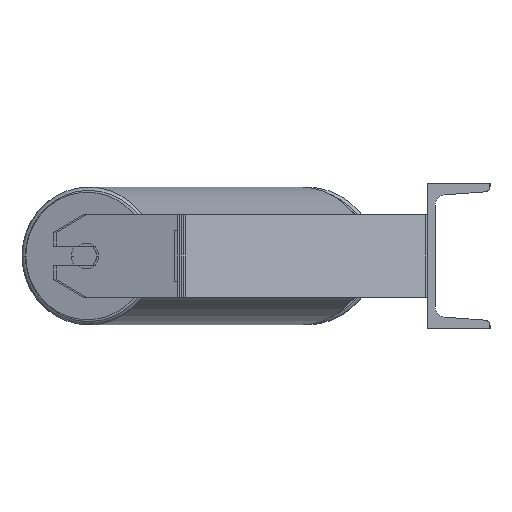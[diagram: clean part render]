
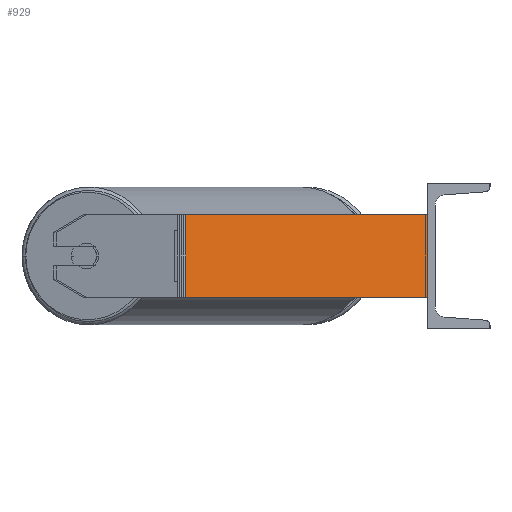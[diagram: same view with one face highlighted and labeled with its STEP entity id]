
A CAD part, left-side view. The second image highlights one B-rep face of the part: STEP entity #929.
In plain terms, the highlighted planar face has unit normal (-0.966, -0.259, 0).
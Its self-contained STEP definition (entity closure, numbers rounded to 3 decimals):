
#43 = DIRECTION ( 'NONE',  ( 0.259, -0.966, 0. ) ) ;
#119 = DIRECTION ( 'NONE',  ( 0., 0., -1. ) ) ;
#147 = VECTOR ( 'NONE', #43, 1000. ) ;
#297 = EDGE_CURVE ( 'NONE', #3773, #6704, #8940, .T. ) ;
#724 = ORIENTED_EDGE ( 'NONE', *, *, #7326, .F. ) ;
#929 = ADVANCED_FACE ( 'NONE', ( #5605 ), #6153, .F. ) ;
#1341 = CARTESIAN_POINT ( 'NONE',  ( -1247.617, 233.688, 40. ) ) ;
#1780 = CARTESIAN_POINT ( 'NONE',  ( -1248.726, 237.829, 40. ) ) ;
#2027 = LINE ( 'NONE', #1341, #3043 ) ;
#2067 = LINE ( 'NONE', #4192, #147 ) ;
#2201 = VERTEX_POINT ( 'NONE', #8466 ) ;
#2391 = EDGE_LOOP ( 'NONE', ( #7465, #724, #4270, #6022 ) ) ;
#2679 = DIRECTION ( 'NONE',  ( 0.966, 0.259, 0. ) ) ;
#3043 = VECTOR ( 'NONE', #7570, 1000. ) ;
#3597 = LINE ( 'NONE', #5799, #5766 ) ;
#3773 = VERTEX_POINT ( 'NONE', #5126 ) ;
#3971 = EDGE_CURVE ( 'NONE', #3773, #7016, #2027, .T. ) ;
#4192 = CARTESIAN_POINT ( 'NONE',  ( -1248.726, 237.829, -40. ) ) ;
#4270 = ORIENTED_EDGE ( 'NONE', *, *, #297, .F. ) ;
#4407 = AXIS2_PLACEMENT_3D ( 'NONE', #4709, #2679, #5476 ) ;
#4682 = VECTOR ( 'NONE', #8991, 1000. ) ;
#4709 = CARTESIAN_POINT ( 'NONE',  ( -1248.726, 237.829, 40. ) ) ;
#5126 = CARTESIAN_POINT ( 'NONE',  ( -1247.617, 233.688, 40. ) ) ;
#5476 = DIRECTION ( 'NONE',  ( -0.259, 0.966, 0. ) ) ;
#5605 = FACE_OUTER_BOUND ( 'NONE', #2391, .T. ) ;
#5766 = VECTOR ( 'NONE', #119, 1000. ) ;
#5799 = CARTESIAN_POINT ( 'NONE',  ( -1185., 0., 40. ) ) ;
#5963 = EDGE_CURVE ( 'NONE', #7016, #2201, #2067, .T. ) ;
#6022 = ORIENTED_EDGE ( 'NONE', *, *, #3971, .T. ) ;
#6153 = PLANE ( 'NONE',  #4407 ) ;
#6704 = VERTEX_POINT ( 'NONE', #8411 ) ;
#7016 = VERTEX_POINT ( 'NONE', #8699 ) ;
#7326 = EDGE_CURVE ( 'NONE', #6704, #2201, #3597, .T. ) ;
#7465 = ORIENTED_EDGE ( 'NONE', *, *, #5963, .T. ) ;
#7570 = DIRECTION ( 'NONE',  ( 0., 0., -1. ) ) ;
#8411 = CARTESIAN_POINT ( 'NONE',  ( -1185., 0., 40. ) ) ;
#8466 = CARTESIAN_POINT ( 'NONE',  ( -1185., 0., -40. ) ) ;
#8699 = CARTESIAN_POINT ( 'NONE',  ( -1247.617, 233.688, -40. ) ) ;
#8940 = LINE ( 'NONE', #1780, #4682 ) ;
#8991 = DIRECTION ( 'NONE',  ( 0.259, -0.966, 0. ) ) ;
